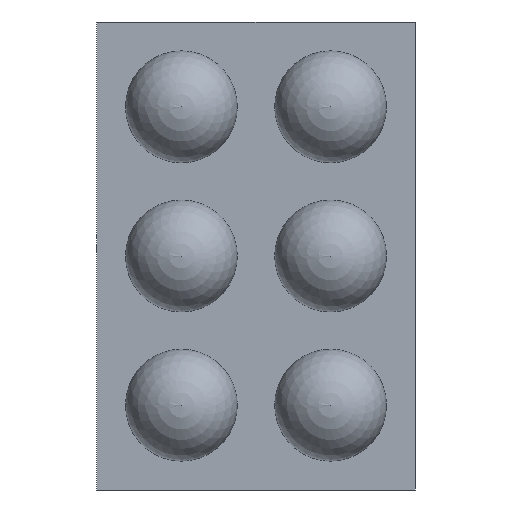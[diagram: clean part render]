
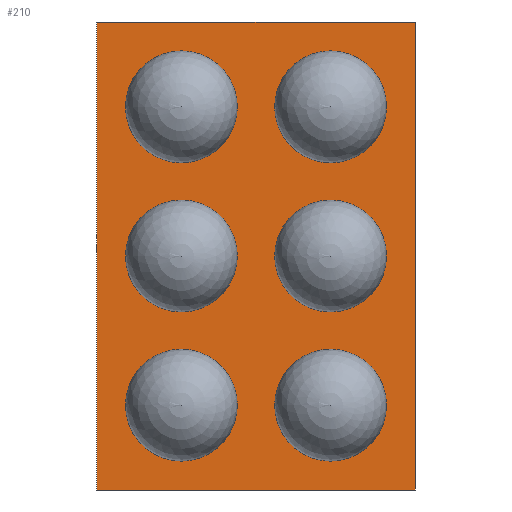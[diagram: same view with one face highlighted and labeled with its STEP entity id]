
A CAD part, front view. The second image highlights one B-rep face of the part: STEP entity #210.
In plain terms, the highlighted planar face has unit normal (0, -1, 0).
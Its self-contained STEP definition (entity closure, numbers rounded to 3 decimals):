
#18 = CARTESIAN_POINT ( 'NONE',  ( 0.427, 0.3, 0.628 ) ) ;
#32 = CARTESIAN_POINT ( 'NONE',  ( -0.428, 0.3, 0.628 ) ) ;
#41 = EDGE_CURVE ( 'NONE', #379, #698, #827, .T. ) ;
#56 = DIRECTION ( 'NONE',  ( 1., 0., 0. ) ) ;
#77 = LINE ( 'NONE', #261, #605 ) ;
#110 = EDGE_CURVE ( 'NONE', #588, #379, #463, .T. ) ;
#125 = ORIENTED_EDGE ( 'NONE', *, *, #41, .T. ) ;
#133 = CARTESIAN_POINT ( 'NONE',  ( -0.428, 0.3, 0.628 ) ) ;
#156 = DIRECTION ( 'NONE',  ( 0., -1., 0. ) ) ;
#158 = CARTESIAN_POINT ( 'NONE',  ( 0., 0.3, 0. ) ) ;
#163 = PLANE ( 'NONE',  #723 ) ;
#205 = VERTEX_POINT ( 'NONE', #18 ) ;
#210 = ADVANCED_FACE ( 'NONE', ( #572 ), #163, .T. ) ;
#223 = ORIENTED_EDGE ( 'NONE', *, *, #635, .T. ) ;
#241 = LINE ( 'NONE', #399, #821 ) ;
#261 = CARTESIAN_POINT ( 'NONE',  ( 0.427, 0.3, 0.628 ) ) ;
#337 = CARTESIAN_POINT ( 'NONE',  ( -0.428, 0.3, -0.627 ) ) ;
#379 = VERTEX_POINT ( 'NONE', #458 ) ;
#393 = DIRECTION ( 'NONE',  ( -1., 0., 0. ) ) ;
#399 = CARTESIAN_POINT ( 'NONE',  ( -0.428, 0.3, 0.628 ) ) ;
#446 = VECTOR ( 'NONE', #561, 1000. ) ;
#458 = CARTESIAN_POINT ( 'NONE',  ( -0.428, 0.3, -0.627 ) ) ;
#463 = LINE ( 'NONE', #133, #446 ) ;
#500 = DIRECTION ( 'NONE',  ( 1., 0., 0. ) ) ;
#519 = EDGE_LOOP ( 'NONE', ( #223, #788, #727, #125 ) ) ;
#532 = CARTESIAN_POINT ( 'NONE',  ( 0.427, 0.3, -0.627 ) ) ;
#561 = DIRECTION ( 'NONE',  ( 0., 0., -1. ) ) ;
#572 = FACE_OUTER_BOUND ( 'NONE', #519, .T. ) ;
#588 = VERTEX_POINT ( 'NONE', #32 ) ;
#605 = VECTOR ( 'NONE', #862, 1000. ) ;
#635 = EDGE_CURVE ( 'NONE', #698, #205, #77, .T. ) ;
#650 = VECTOR ( 'NONE', #56, 1000. ) ;
#698 = VERTEX_POINT ( 'NONE', #532 ) ;
#723 = AXIS2_PLACEMENT_3D ( 'NONE', #158, #156, #500 ) ;
#727 = ORIENTED_EDGE ( 'NONE', *, *, #110, .T. ) ;
#743 = EDGE_CURVE ( 'NONE', #205, #588, #241, .T. ) ;
#788 = ORIENTED_EDGE ( 'NONE', *, *, #743, .T. ) ;
#821 = VECTOR ( 'NONE', #393, 1000. ) ;
#827 = LINE ( 'NONE', #337, #650 ) ;
#862 = DIRECTION ( 'NONE',  ( 0., 0., 1. ) ) ;
